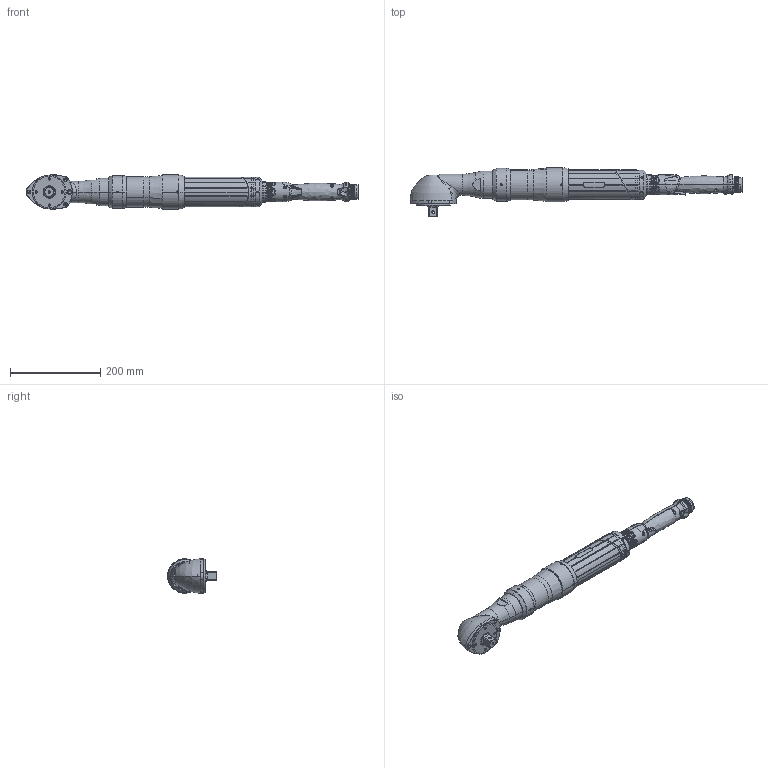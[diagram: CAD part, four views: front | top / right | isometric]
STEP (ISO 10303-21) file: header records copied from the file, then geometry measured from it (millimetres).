
FILE_DESCRIPTION((''),'2;1');
FILE_NAME('6151656850','2016-03-15T',('greextsd'),(''),'CREO PARAMETRIC BY PTC INC, 2015380','CREO PARAMETRIC BY PTC INC, 2015380','');
FILE_SCHEMA(('CONFIG_CONTROL_DESIGN'));
Products named in the file (1): 6151656850
Bounding box: 735.42 x 108 x 76 mm (x, y, z)
Volume: 641344.9 mm3; surface area: 328904.9 mm2
Topology: 8 solids, 9 shells, 2398 faces, 6141 edges, 3780 vertices
Faces by surface type: cylinder 819, bspline 649, plane 418, cone 309, torus 113, extrusion 85, sphere 5
Entity records: 143570 total; most frequent: CARTESIAN_POINT 92111, ORIENTED_EDGE 12196, DIRECTION 8573, EDGE_CURVE 6098, VERTEX_POINT 3779, AXIS2_PLACEMENT_3D 3389, B_SPLINE_CURVE_WITH_KNOTS 2748, EDGE_LOOP 2535
